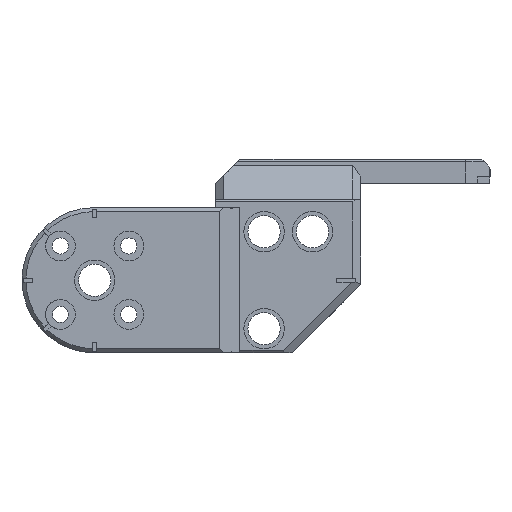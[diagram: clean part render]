
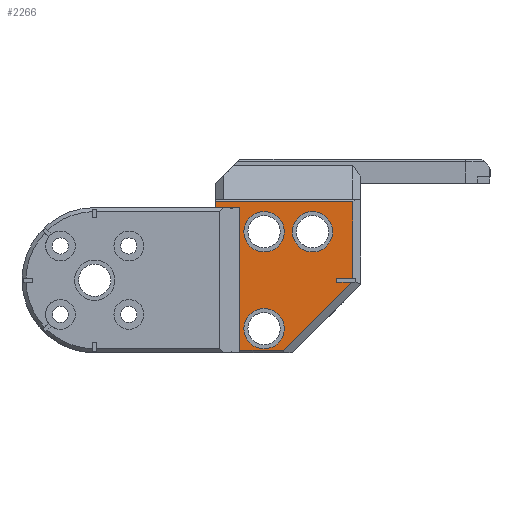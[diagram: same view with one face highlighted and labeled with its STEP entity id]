
A CAD part, left-side view. The second image highlights one B-rep face of the part: STEP entity #2266.
In plain terms, the highlighted planar face has unit normal (-1, 0, 0).
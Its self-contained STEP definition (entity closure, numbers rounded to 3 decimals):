
#20 = DIRECTION ( 'NONE',  ( 0., 0., -1. ) ) ;
#114 = EDGE_CURVE ( 'NONE', #4046, #11599, #131, .T. ) ;
#131 = LINE ( 'NONE', #3485, #7686 ) ;
#139 = DIRECTION ( 'NONE',  ( 1., 0., 0. ) ) ;
#198 = DIRECTION ( 'NONE',  ( 0., -1., 0. ) ) ;
#241 = ORIENTED_EDGE ( 'NONE', *, *, #114, .T. ) ;
#334 = DIRECTION ( 'NONE',  ( 1., 0., 0. ) ) ;
#649 = ORIENTED_EDGE ( 'NONE', *, *, #7796, .T. ) ;
#712 = CARTESIAN_POINT ( 'NONE',  ( -15., -21., -8.5 ) ) ;
#758 = DIRECTION ( 'NONE',  ( 0., 0., -1. ) ) ;
#783 = ORIENTED_EDGE ( 'NONE', *, *, #7866, .T. ) ;
#842 = ORIENTED_EDGE ( 'NONE', *, *, #6333, .T. ) ;
#949 = ORIENTED_EDGE ( 'NONE', *, *, #10673, .T. ) ;
#1105 = LINE ( 'NONE', #9905, #5255 ) ;
#1245 = LINE ( 'NONE', #2129, #9520 ) ;
#1427 = VERTEX_POINT ( 'NONE', #9596 ) ;
#1539 = CIRCLE ( 'NONE', #3418, 2.5 ) ;
#1572 = CARTESIAN_POINT ( 'NONE',  ( -15., -18., 9. ) ) ;
#1623 = CARTESIAN_POINT ( 'NONE',  ( -15., -31.836, -0.25 ) ) ;
#1686 = VERTEX_POINT ( 'NONE', #7471 ) ;
#1805 = DIRECTION ( 'NONE',  ( 1., 0., 0. ) ) ;
#1853 = LINE ( 'NONE', #5368, #8764 ) ;
#2036 = DIRECTION ( 'NONE',  ( 0., 0., -1. ) ) ;
#2037 = FACE_BOUND ( 'NONE', #8417, .T. ) ;
#2129 = CARTESIAN_POINT ( 'NONE',  ( -15., -18., 0.25 ) ) ;
#2266 = ADVANCED_FACE ( 'NONE', ( #7094, #7488, #2037, #2916 ), #2804, .T. ) ;
#2411 = DIRECTION ( 'NONE',  ( 1., 0., 0. ) ) ;
#2677 = ORIENTED_EDGE ( 'NONE', *, *, #7340, .T. ) ;
#2778 = CARTESIAN_POINT ( 'NONE',  ( -15., -27., 8.5 ) ) ;
#2785 = LINE ( 'NONE', #9825, #5426 ) ;
#2804 = PLANE ( 'NONE',  #7950 ) ;
#2810 = VECTOR ( 'NONE', #4885, 1000. ) ;
#2916 = FACE_OUTER_BOUND ( 'NONE', #9258, .T. ) ;
#2951 = DIRECTION ( 'NONE',  ( 0., 0., -1. ) ) ;
#2955 = LINE ( 'NONE', #9565, #2810 ) ;
#3075 = AXIS2_PLACEMENT_3D ( 'NONE', #9719, #6261, #758 ) ;
#3149 = CIRCLE ( 'NONE', #8943, 2.5 ) ;
#3418 = AXIS2_PLACEMENT_3D ( 'NONE', #4673, #8258, #9079 ) ;
#3485 = CARTESIAN_POINT ( 'NONE',  ( -15., -15., 15. ) ) ;
#3651 = CARTESIAN_POINT ( 'NONE',  ( -15., -15., 9.7 ) ) ;
#3653 = VERTEX_POINT ( 'NONE', #2778 ) ;
#3798 = LINE ( 'NONE', #7374, #10434 ) ;
#3828 = VECTOR ( 'NONE', #9372, 1000. ) ;
#3836 = CARTESIAN_POINT ( 'NONE',  ( -15., -27., 6. ) ) ;
#3861 = DIRECTION ( 'NONE',  ( 0., 0., 1. ) ) ;
#4020 = CARTESIAN_POINT ( 'NONE',  ( -15., -27., 6. ) ) ;
#4046 = VERTEX_POINT ( 'NONE', #3651 ) ;
#4174 = VECTOR ( 'NONE', #9359, 1000. ) ;
#4251 = CARTESIAN_POINT ( 'NONE',  ( -15., -30., -0.25 ) ) ;
#4264 = CARTESIAN_POINT ( 'NONE',  ( -15., -18., -8.7 ) ) ;
#4358 = AXIS2_PLACEMENT_3D ( 'NONE', #8724, #1805, #8783 ) ;
#4421 = VERTEX_POINT ( 'NONE', #712 ) ;
#4450 = ORIENTED_EDGE ( 'NONE', *, *, #11444, .T. ) ;
#4476 = ORIENTED_EDGE ( 'NONE', *, *, #6561, .T. ) ;
#4486 = VECTOR ( 'NONE', #10683, 1000. ) ;
#4549 = ORIENTED_EDGE ( 'NONE', *, *, #9208, .T. ) ;
#4617 = VERTEX_POINT ( 'NONE', #8488 ) ;
#4673 = CARTESIAN_POINT ( 'NONE',  ( -15., -21., -6. ) ) ;
#4705 = CARTESIAN_POINT ( 'NONE',  ( -15., -32., 9.7 ) ) ;
#4786 = CARTESIAN_POINT ( 'NONE',  ( -15., -18., 15. ) ) ;
#4849 = EDGE_CURVE ( 'NONE', #4617, #11402, #1245, .T. ) ;
#4885 = DIRECTION ( 'NONE',  ( 0., -1., 0. ) ) ;
#4906 = EDGE_CURVE ( 'NONE', #9648, #3653, #8394, .T. ) ;
#4907 = CARTESIAN_POINT ( 'NONE',  ( -15., -32., 0.25 ) ) ;
#4910 = VERTEX_POINT ( 'NONE', #4705 ) ;
#5133 = VERTEX_POINT ( 'NONE', #4251 ) ;
#5248 = ORIENTED_EDGE ( 'NONE', *, *, #4849, .T. ) ;
#5255 = VECTOR ( 'NONE', #8097, 1000. ) ;
#5285 = LINE ( 'NONE', #8864, #4486 ) ;
#5368 = CARTESIAN_POINT ( 'NONE',  ( -15., -30., 15. ) ) ;
#5426 = VECTOR ( 'NONE', #7237, 1000. ) ;
#5531 = CARTESIAN_POINT ( 'NONE',  ( -15., -15., 9. ) ) ;
#6024 = LINE ( 'NONE', #10250, #3828 ) ;
#6194 = DIRECTION ( 'NONE',  ( 0., 0., 1. ) ) ;
#6201 = VERTEX_POINT ( 'NONE', #4264 ) ;
#6261 = DIRECTION ( 'NONE',  ( 1., 0., 0. ) ) ;
#6333 = EDGE_CURVE ( 'NONE', #7952, #5133, #2785, .T. ) ;
#6482 = EDGE_LOOP ( 'NONE', ( #4549, #8872 ) ) ;
#6508 = EDGE_CURVE ( 'NONE', #3653, #9648, #10109, .T. ) ;
#6539 = ORIENTED_EDGE ( 'NONE', *, *, #6508, .T. ) ;
#6561 = EDGE_CURVE ( 'NONE', #6201, #1686, #2955, .T. ) ;
#6592 = ORIENTED_EDGE ( 'NONE', *, *, #8150, .T. ) ;
#6783 = EDGE_CURVE ( 'NONE', #11599, #11465, #1105, .T. ) ;
#7094 = FACE_BOUND ( 'NONE', #6482, .T. ) ;
#7193 = CIRCLE ( 'NONE', #3075, 2.5 ) ;
#7237 = DIRECTION ( 'NONE',  ( 0., 1., 0. ) ) ;
#7340 = EDGE_CURVE ( 'NONE', #11402, #4910, #5285, .T. ) ;
#7374 = CARTESIAN_POINT ( 'NONE',  ( -15., -23.386, -8.7 ) ) ;
#7409 = DIRECTION ( 'NONE',  ( 0., 0., -1. ) ) ;
#7471 = CARTESIAN_POINT ( 'NONE',  ( -15., -23.386, -8.7 ) ) ;
#7488 = FACE_BOUND ( 'NONE', #8768, .T. ) ;
#7642 = AXIS2_PLACEMENT_3D ( 'NONE', #3836, #139, #2951 ) ;
#7686 = VECTOR ( 'NONE', #20, 1000. ) ;
#7796 = EDGE_CURVE ( 'NONE', #1686, #7952, #3798, .T. ) ;
#7866 = EDGE_CURVE ( 'NONE', #9168, #10881, #3149, .T. ) ;
#7950 = AXIS2_PLACEMENT_3D ( 'NONE', #4786, #8195, #3861 ) ;
#7952 = VERTEX_POINT ( 'NONE', #1623 ) ;
#8097 = DIRECTION ( 'NONE',  ( 0., -1., 0. ) ) ;
#8150 = EDGE_CURVE ( 'NONE', #5133, #4617, #1853, .T. ) ;
#8195 = DIRECTION ( 'NONE',  ( -1., 0., 0. ) ) ;
#8258 = DIRECTION ( 'NONE',  ( 1., 0., 0. ) ) ;
#8394 = CIRCLE ( 'NONE', #7642, 2.5 ) ;
#8417 = EDGE_LOOP ( 'NONE', ( #783, #4450 ) ) ;
#8488 = CARTESIAN_POINT ( 'NONE',  ( -15., -30., 0.25 ) ) ;
#8714 = CARTESIAN_POINT ( 'NONE',  ( -15., -27., 3.5 ) ) ;
#8724 = CARTESIAN_POINT ( 'NONE',  ( -15., -21., 6. ) ) ;
#8764 = VECTOR ( 'NONE', #6194, 1000. ) ;
#8768 = EDGE_LOOP ( 'NONE', ( #9830, #6539 ) ) ;
#8783 = DIRECTION ( 'NONE',  ( 0., 0., -1. ) ) ;
#8864 = CARTESIAN_POINT ( 'NONE',  ( -15., -32., 15. ) ) ;
#8872 = ORIENTED_EDGE ( 'NONE', *, *, #11237, .T. ) ;
#8943 = AXIS2_PLACEMENT_3D ( 'NONE', #10182, #334, #2036 ) ;
#9079 = DIRECTION ( 'NONE',  ( 0., 0., -1. ) ) ;
#9140 = EDGE_CURVE ( 'NONE', #4046, #4910, #6024, .T. ) ;
#9168 = VERTEX_POINT ( 'NONE', #11481 ) ;
#9181 = AXIS2_PLACEMENT_3D ( 'NONE', #4020, #2411, #7409 ) ;
#9208 = EDGE_CURVE ( 'NONE', #4421, #1427, #7193, .T. ) ;
#9258 = EDGE_LOOP ( 'NONE', ( #949, #4476, #649, #842, #6592, #5248, #2677, #10856, #241, #9324 ) ) ;
#9324 = ORIENTED_EDGE ( 'NONE', *, *, #6783, .T. ) ;
#9359 = DIRECTION ( 'NONE',  ( 0., 0., -1. ) ) ;
#9372 = DIRECTION ( 'NONE',  ( 0., -1., 0. ) ) ;
#9478 = CARTESIAN_POINT ( 'NONE',  ( -15., -18., 15. ) ) ;
#9520 = VECTOR ( 'NONE', #198, 1000. ) ;
#9565 = CARTESIAN_POINT ( 'NONE',  ( -15., -18., -8.7 ) ) ;
#9596 = CARTESIAN_POINT ( 'NONE',  ( -15., -21., -3.5 ) ) ;
#9648 = VERTEX_POINT ( 'NONE', #8714 ) ;
#9719 = CARTESIAN_POINT ( 'NONE',  ( -15., -21., -6. ) ) ;
#9825 = CARTESIAN_POINT ( 'NONE',  ( -15., -18., -0.25 ) ) ;
#9830 = ORIENTED_EDGE ( 'NONE', *, *, #4906, .T. ) ;
#9905 = CARTESIAN_POINT ( 'NONE',  ( -15., -18., 9. ) ) ;
#9934 = CARTESIAN_POINT ( 'NONE',  ( -15., -21., 8.5 ) ) ;
#10109 = CIRCLE ( 'NONE', #9181, 2.5 ) ;
#10149 = CIRCLE ( 'NONE', #4358, 2.5 ) ;
#10182 = CARTESIAN_POINT ( 'NONE',  ( -15., -21., 6. ) ) ;
#10250 = CARTESIAN_POINT ( 'NONE',  ( -15., -23.5, 9.7 ) ) ;
#10414 = LINE ( 'NONE', #9478, #4174 ) ;
#10434 = VECTOR ( 'NONE', #10779, 1000. ) ;
#10673 = EDGE_CURVE ( 'NONE', #11465, #6201, #10414, .T. ) ;
#10683 = DIRECTION ( 'NONE',  ( 0., 0., 1. ) ) ;
#10779 = DIRECTION ( 'NONE',  ( 0., -0.707, 0.707 ) ) ;
#10856 = ORIENTED_EDGE ( 'NONE', *, *, #9140, .F. ) ;
#10881 = VERTEX_POINT ( 'NONE', #9934 ) ;
#11237 = EDGE_CURVE ( 'NONE', #1427, #4421, #1539, .T. ) ;
#11402 = VERTEX_POINT ( 'NONE', #4907 ) ;
#11444 = EDGE_CURVE ( 'NONE', #10881, #9168, #10149, .T. ) ;
#11465 = VERTEX_POINT ( 'NONE', #1572 ) ;
#11481 = CARTESIAN_POINT ( 'NONE',  ( -15., -21., 3.5 ) ) ;
#11599 = VERTEX_POINT ( 'NONE', #5531 ) ;
